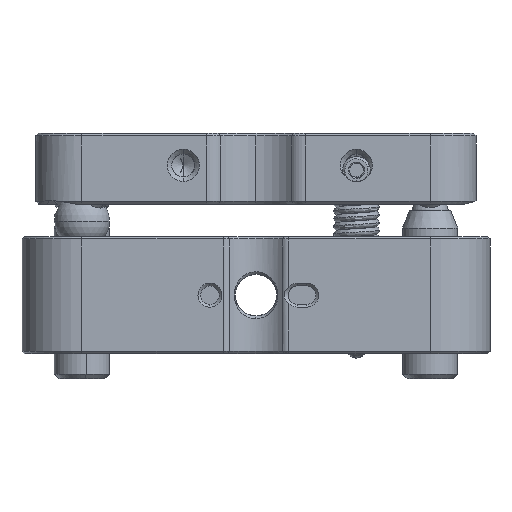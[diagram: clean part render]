
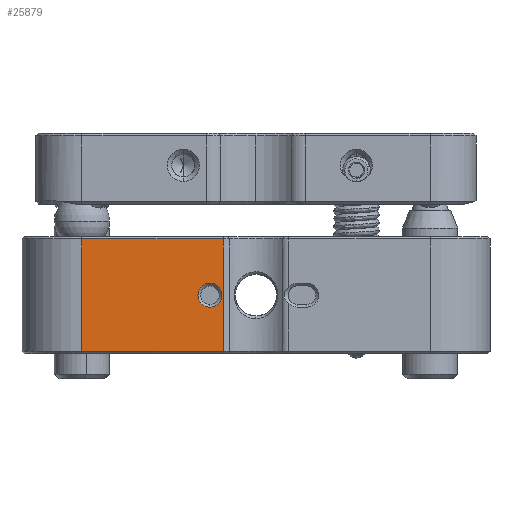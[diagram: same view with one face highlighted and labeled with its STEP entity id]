
A CAD part, front view. The second image highlights one B-rep face of the part: STEP entity #25879.
In plain terms, the highlighted planar face has unit normal (0, -1, 0).
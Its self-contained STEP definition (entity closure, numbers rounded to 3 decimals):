
#210 = ORIENTED_EDGE ( 'NONE', *, *, #15914, .T. ) ;
#412 = LINE ( 'NONE', #19975, #20734 ) ;
#1019 = CARTESIAN_POINT ( 'NONE',  ( -18.9, -25.4, -6.1 ) ) ;
#1141 = DIRECTION ( 'NONE',  ( 0., 1., 0. ) ) ;
#1179 = CARTESIAN_POINT ( 'NONE',  ( -3.571, -25.4, 6.1 ) ) ;
#1237 = VECTOR ( 'NONE', #9795, 1000. ) ;
#2634 = DIRECTION ( 'NONE',  ( 0., 0., 1. ) ) ;
#4288 = CARTESIAN_POINT ( 'NONE',  ( -5., -25.4, 0. ) ) ;
#5283 = LINE ( 'NONE', #5689, #13743 ) ;
#5356 = AXIS2_PLACEMENT_3D ( 'NONE', #4288, #12945, #21607 ) ;
#5689 = CARTESIAN_POINT ( 'NONE',  ( -18.9, -25.4, 6.35 ) ) ;
#5840 = CARTESIAN_POINT ( 'NONE',  ( -25.4, -25.4, 6.35 ) ) ;
#5975 = VERTEX_POINT ( 'NONE', #13825 ) ;
#6957 = VERTEX_POINT ( 'NONE', #1019 ) ;
#7740 = VERTEX_POINT ( 'NONE', #18294 ) ;
#7816 = FACE_OUTER_BOUND ( 'NONE', #18490, .T. ) ;
#9402 = ORIENTED_EDGE ( 'NONE', *, *, #21229, .T. ) ;
#9780 = DIRECTION ( 'NONE',  ( 0., 0., 1. ) ) ;
#9795 = DIRECTION ( 'NONE',  ( -1., 0., 0. ) ) ;
#9803 = CIRCLE ( 'NONE', #13907, 1.3 ) ;
#11220 = CIRCLE ( 'NONE', #5356, 1.3 ) ;
#11430 = CARTESIAN_POINT ( 'NONE',  ( -3.571, -25.4, 6.35 ) ) ;
#11923 = EDGE_LOOP ( 'NONE', ( #26897, #9402 ) ) ;
#12096 = FACE_BOUND ( 'NONE', #11923, .T. ) ;
#12945 = DIRECTION ( 'NONE',  ( 0., 1., 0. ) ) ;
#13743 = VECTOR ( 'NONE', #15931, 1000. ) ;
#13825 = CARTESIAN_POINT ( 'NONE',  ( -5., -25.4, 1.3 ) ) ;
#13907 = AXIS2_PLACEMENT_3D ( 'NONE', #24690, #1141, #9780 ) ;
#14105 = ORIENTED_EDGE ( 'NONE', *, *, #17577, .T. ) ;
#14203 = CARTESIAN_POINT ( 'NONE',  ( -18.9, -25.4, 6.1 ) ) ;
#15914 = EDGE_CURVE ( 'NONE', #6957, #7740, #412, .T. ) ;
#15931 = DIRECTION ( 'NONE',  ( 0., 0., -1. ) ) ;
#16362 = DIRECTION ( 'NONE',  ( 0., 1., 0. ) ) ;
#16498 = DIRECTION ( 'NONE',  ( 0., 0., 1. ) ) ;
#16723 = EDGE_CURVE ( 'NONE', #7740, #25925, #17688, .T. ) ;
#17577 = EDGE_CURVE ( 'NONE', #24324, #6957, #5283, .T. ) ;
#17688 = LINE ( 'NONE', #11430, #24127 ) ;
#18294 = CARTESIAN_POINT ( 'NONE',  ( -3.571, -25.4, -6.1 ) ) ;
#18490 = EDGE_LOOP ( 'NONE', ( #27306, #25199, #14105, #210 ) ) ;
#18859 = LINE ( 'NONE', #14203, #1237 ) ;
#19289 = VERTEX_POINT ( 'NONE', #24960 ) ;
#19975 = CARTESIAN_POINT ( 'NONE',  ( -25.4, -25.4, -6.1 ) ) ;
#20734 = VECTOR ( 'NONE', #26945, 1000. ) ;
#20753 = PLANE ( 'NONE',  #25231 ) ;
#21229 = EDGE_CURVE ( 'NONE', #5975, #19289, #9803, .T. ) ;
#21607 = DIRECTION ( 'NONE',  ( 0., 0., 1. ) ) ;
#23442 = EDGE_CURVE ( 'NONE', #19289, #5975, #11220, .T. ) ;
#24127 = VECTOR ( 'NONE', #2634, 1000. ) ;
#24324 = VERTEX_POINT ( 'NONE', #25018 ) ;
#24690 = CARTESIAN_POINT ( 'NONE',  ( -5., -25.4, 0. ) ) ;
#24960 = CARTESIAN_POINT ( 'NONE',  ( -5., -25.4, -1.3 ) ) ;
#25018 = CARTESIAN_POINT ( 'NONE',  ( -18.9, -25.4, 6.1 ) ) ;
#25199 = ORIENTED_EDGE ( 'NONE', *, *, #26680, .T. ) ;
#25231 = AXIS2_PLACEMENT_3D ( 'NONE', #5840, #16362, #16498 ) ;
#25879 = ADVANCED_FACE ( 'NONE', ( #12096, #7816 ), #20753, .F. ) ;
#25925 = VERTEX_POINT ( 'NONE', #1179 ) ;
#26680 = EDGE_CURVE ( 'NONE', #25925, #24324, #18859, .T. ) ;
#26897 = ORIENTED_EDGE ( 'NONE', *, *, #23442, .T. ) ;
#26945 = DIRECTION ( 'NONE',  ( 1., 0., 0. ) ) ;
#27306 = ORIENTED_EDGE ( 'NONE', *, *, #16723, .T. ) ;
